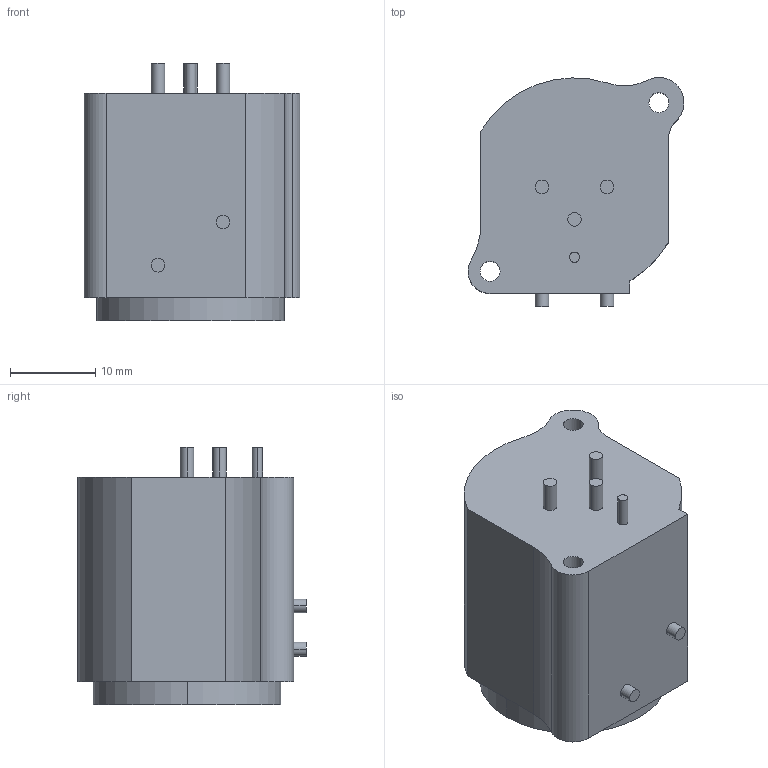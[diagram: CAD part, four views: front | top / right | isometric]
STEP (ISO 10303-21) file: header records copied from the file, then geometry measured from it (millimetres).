
FILE_DESCRIPTION((''),'2;1');
FILE_NAME('NC3MAV','2008-10-02T',('odo'),(''),'PRO/ENGINEER BY PARAMETRIC TECHNOLOGY CORPORATION, 2007460','PRO/ENGINEER BY PARAMETRIC TECHNOLOGY CORPORATION, 2007460','');
FILE_SCHEMA(('CONFIG_CONTROL_DESIGN'));
Length unit declared in the file: millimetre
Products named in the file (1): NC3MAV
Bounding box: 25.35 x 26.85 x 30.2 mm (x, y, z)
Volume: 11066.2 mm3; surface area: 4801.6 mm2
Topology: 1 solids, 1 shells, 51 faces, 113 edges, 74 vertices
Faces by surface type: cylinder 33, plane 18
Entity records: 1487 total; most frequent: DIRECTION 281, CARTESIAN_POINT 238, ORIENTED_EDGE 226, AXIS2_PLACEMENT_3D 117, EDGE_CURVE 113, VERTEX_POINT 74, CIRCLE 66, EDGE_LOOP 65
